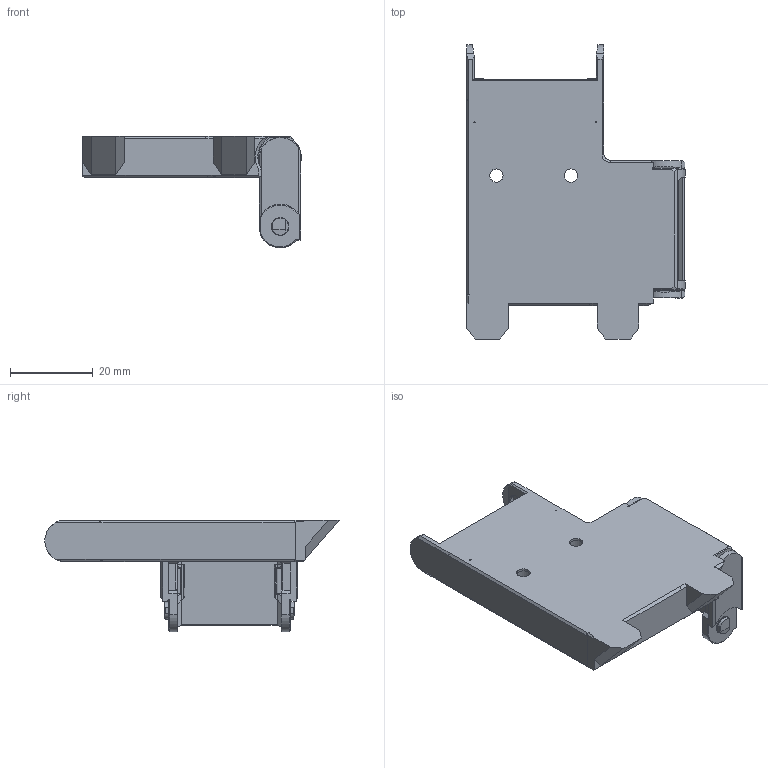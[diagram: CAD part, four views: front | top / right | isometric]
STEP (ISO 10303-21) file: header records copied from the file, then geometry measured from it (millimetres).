
FILE_DESCRIPTION(/* description */ (''),/* implementation_level */ '2;1');
FILE_NAME(/* name */ 'Chain transition Cover - Z rail outside Gantry.step',/* time_stamp */ '2025-05-15T21:42:13-04:00',/* author */ (''),/* organization */ (''),/* preprocessor_version */ 'ST-DEVELOPER v20.1',/* originating_system */ 'Autodesk Translation Framework v14.4.0.0',/* authorisation */ '');
FILE_SCHEMA (('AUTOMOTIVE_DESIGN { 1 0 10303 214 3 1 1 }'));
Length unit declared in the file: millimetre
Products named in the file (1): Main Corner Body For Z Axis outside Gantry
Bounding box: 52.75 x 71.02 x 26.89 mm (x, y, z)
Volume: 2.9 mm3; surface area: 10832 mm2
Topology: 1 solids, 2 shells, 536 faces, 1585 edges, 1046 vertices
Faces by surface type: plane 365, cylinder 99, cone 30, torus 24, bspline 18
Full cylindrical faces by diameter (mm): 3.25 x2, 5.5 x2
Entity records: 19549 total; most frequent: CARTESIAN_POINT 5219, ORIENTED_EDGE 3160, DIRECTION 2849, EDGE_CURVE 1580, VERTEX_POINT 1043, LINE 1005, VECTOR 1005, AXIS2_PLACEMENT_3D 922
